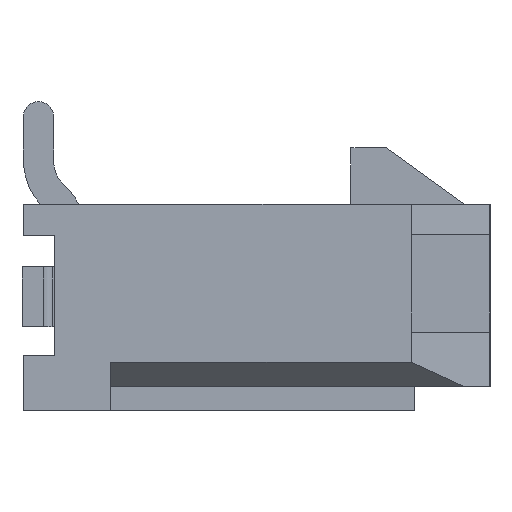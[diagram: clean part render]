
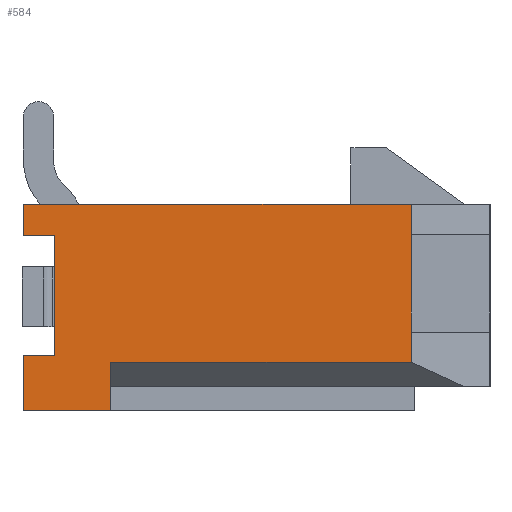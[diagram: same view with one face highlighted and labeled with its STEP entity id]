
A CAD part, left-side view. The second image highlights one B-rep face of the part: STEP entity #584.
In plain terms, the highlighted planar face has unit normal (-1, 0, 0).
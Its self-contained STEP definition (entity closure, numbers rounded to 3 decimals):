
#270=FACE_OUTER_BOUND('',#1204,.T.);
#584=ADVANCED_FACE('',(#270),#899,.T.);
#899=PLANE('',#5718);
#1204=EDGE_LOOP('',(#1691,#1692,#1693,#1694,#1695,#1696,#1697,#1698,#1699,
#1700,#1701,#1702));
#1691=ORIENTED_EDGE('',*,*,#3798,.F.);
#1692=ORIENTED_EDGE('',*,*,#3799,.T.);
#1693=ORIENTED_EDGE('',*,*,#3800,.F.);
#1694=ORIENTED_EDGE('',*,*,#3801,.F.);
#1695=ORIENTED_EDGE('',*,*,#3802,.F.);
#1696=ORIENTED_EDGE('',*,*,#3667,.F.);
#1697=ORIENTED_EDGE('',*,*,#3803,.T.);
#1698=ORIENTED_EDGE('',*,*,#3804,.T.);
#1699=ORIENTED_EDGE('',*,*,#3624,.T.);
#1700=ORIENTED_EDGE('',*,*,#3805,.T.);
#1701=ORIENTED_EDGE('',*,*,#3797,.T.);
#1702=ORIENTED_EDGE('',*,*,#3806,.T.);
#3108=VERTEX_POINT('',#7762);
#3109=VERTEX_POINT('',#7763);
#3149=VERTEX_POINT('',#7848);
#3150=VERTEX_POINT('',#7850);
#3274=VERTEX_POINT('',#8108);
#3278=VERTEX_POINT('',#8117);
#3279=VERTEX_POINT('',#8121);
#3280=VERTEX_POINT('',#8122);
#3281=VERTEX_POINT('',#8124);
#3282=VERTEX_POINT('',#8126);
#3283=VERTEX_POINT('',#8128);
#3284=VERTEX_POINT('',#8131);
#3624=EDGE_CURVE('',#3108,#3109,#4421,.T.);
#3667=EDGE_CURVE('',#3149,#3150,#4464,.T.);
#3797=EDGE_CURVE('',#3274,#3278,#4594,.T.);
#3798=EDGE_CURVE('',#3279,#3280,#4595,.T.);
#3799=EDGE_CURVE('',#3279,#3281,#4596,.T.);
#3800=EDGE_CURVE('',#3282,#3281,#4597,.T.);
#3801=EDGE_CURVE('',#3283,#3282,#4598,.T.);
#3802=EDGE_CURVE('',#3150,#3283,#4599,.T.);
#3803=EDGE_CURVE('',#3149,#3284,#4600,.T.);
#3804=EDGE_CURVE('',#3284,#3108,#4601,.T.);
#3805=EDGE_CURVE('',#3109,#3274,#4602,.T.);
#3806=EDGE_CURVE('',#3278,#3280,#4603,.T.);
#4421=LINE('',#7761,#5062);
#4464=LINE('',#7849,#5105);
#4594=LINE('',#8118,#5235);
#4595=LINE('',#8120,#5236);
#4596=LINE('',#8123,#5237);
#4597=LINE('',#8125,#5238);
#4598=LINE('',#8127,#5239);
#4599=LINE('',#8129,#5240);
#4600=LINE('',#8130,#5241);
#4601=LINE('',#8132,#5242);
#4602=LINE('',#8133,#5243);
#4603=LINE('',#8134,#5244);
#5062=VECTOR('',#6177,1.);
#5105=VECTOR('',#6226,1.);
#5235=VECTOR('',#6376,1.);
#5236=VECTOR('',#6379,1.);
#5237=VECTOR('',#6380,1.);
#5238=VECTOR('',#6381,1.);
#5239=VECTOR('',#6382,1.);
#5240=VECTOR('',#6383,1.);
#5241=VECTOR('',#6384,1.);
#5242=VECTOR('',#6385,1.);
#5243=VECTOR('',#6386,1.);
#5244=VECTOR('',#6387,1.);
#5718=AXIS2_PLACEMENT_3D('',#8135,#6388,#6389);
#6177=DIRECTION('',(0.,0.,-1.));
#6226=DIRECTION('',(0.,-1.,0.));
#6376=DIRECTION('',(0.,0.,-1.));
#6379=DIRECTION('',(0.,0.,-1.));
#6380=DIRECTION('',(0.,-1.,0.));
#6381=DIRECTION('',(0.,0.,-1.));
#6382=DIRECTION('',(0.,0.,-1.));
#6383=DIRECTION('',(0.,0.,-1.));
#6384=DIRECTION('',(0.,0.,-1.));
#6385=DIRECTION('',(0.,-1.,0.));
#6386=DIRECTION('',(0.,1.,0.));
#6387=DIRECTION('',(0.,-1.,0.));
#6388=DIRECTION('',(-1.,0.,0.));
#6389=DIRECTION('',(0.,0.,1.));
#7761=CARTESIAN_POINT('',(-15.315,9.23,3.2));
#7762=CARTESIAN_POINT('',(-15.315,9.23,3.2));
#7763=CARTESIAN_POINT('',(-15.315,9.23,0.66));
#7848=CARTESIAN_POINT('',(-15.315,9.9,3.86));
#7849=CARTESIAN_POINT('',(-15.315,9.9,3.86));
#7850=CARTESIAN_POINT('',(-15.315,1.668,3.86));
#8108=CARTESIAN_POINT('',(-15.315,9.9,0.66));
#8117=CARTESIAN_POINT('',(-15.315,9.9,-0.51));
#8118=CARTESIAN_POINT('',(-15.315,9.9,3.86));
#8120=CARTESIAN_POINT('',(-15.315,8.05,-0.51));
#8121=CARTESIAN_POINT('',(-15.315,8.05,0.51));
#8122=CARTESIAN_POINT('',(-15.315,8.05,-0.51));
#8123=CARTESIAN_POINT('',(-15.315,9.9,0.51));
#8124=CARTESIAN_POINT('',(-15.315,1.668,0.51));
#8125=CARTESIAN_POINT('',(-15.315,1.668,38.214));
#8126=CARTESIAN_POINT('',(-15.315,1.668,1.15));
#8127=CARTESIAN_POINT('',(-15.315,1.668,3.22));
#8128=CARTESIAN_POINT('',(-15.315,1.668,3.22));
#8129=CARTESIAN_POINT('',(-15.315,1.668,38.214));
#8130=CARTESIAN_POINT('',(-15.315,9.9,3.86));
#8131=CARTESIAN_POINT('',(-15.315,9.9,3.2));
#8132=CARTESIAN_POINT('',(-15.315,9.9,3.2));
#8133=CARTESIAN_POINT('',(-15.315,9.23,0.66));
#8134=CARTESIAN_POINT('',(-15.315,8.05,-0.51));
#8135=CARTESIAN_POINT('',(-15.315,9.9,3.86));
